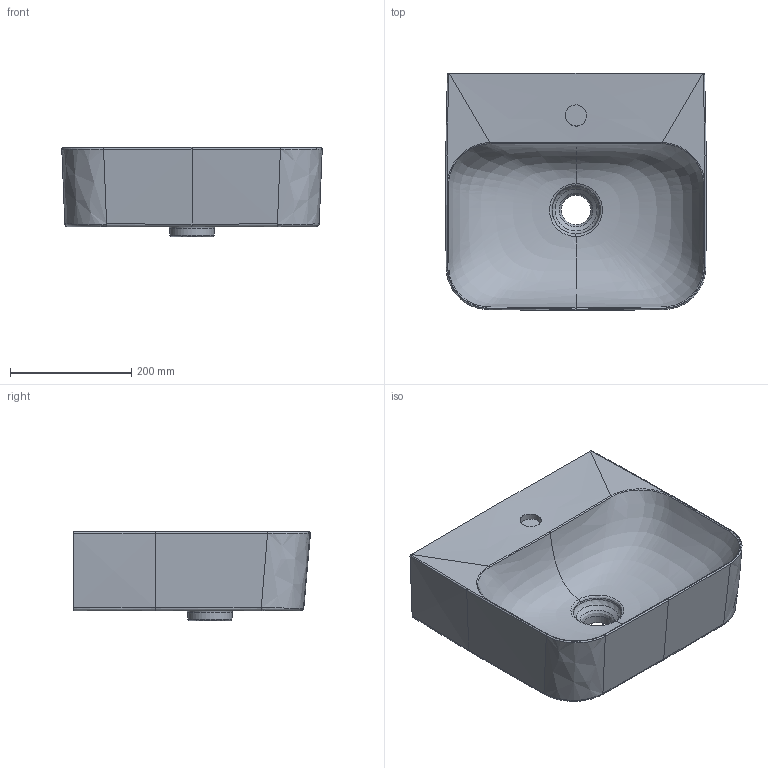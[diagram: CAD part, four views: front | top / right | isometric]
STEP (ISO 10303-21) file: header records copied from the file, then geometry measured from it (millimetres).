
FILE_DESCRIPTION(/* description */ (''),/* implementation_level */ '2;1');
FILE_NAME(/* name */ '436443_Finion_HWB.stp',/* time_stamp */ '2019-01-30T13:26:27+01:00',/* author */ (''),/* organization */ (''),/* preprocessor_version */ 'ST-DEVELOPER v16',/* originating_system */ 'SIEMENS PLM Software NX 10.0',/* authorisation */ '');
FILE_SCHEMA (('AUTOMOTIVE_DESIGN { 1 0 10303 214 3 1 1 1 }'));
Length unit declared in the file: millimetre
Products named in the file (1): math1D2808FB4t13
Bounding box: 429.57 x 390.93 x 147.54 mm (x, y, z)
Volume: 10821328.4 mm3; surface area: 590882 mm2
Topology: 1 solids, 1 shells, 127 faces, 333 edges, 203 vertices
Faces by surface type: bspline 91, plane 17, cylinder 6, cone 4, sphere 4, revolution 3, torus 2
Full cylindrical faces by diameter (mm): 35 x1, 48.45 x1
Entity records: 13830 total; most frequent: CARTESIAN_POINT 11533, ORIENTED_EDGE 620, EDGE_CURVE 310, DIRECTION 241, B_SPLINE_CURVE_WITH_KNOTS 207, VERTEX_POINT 199, EDGE_LOOP 143, ADVANCED_FACE 127
